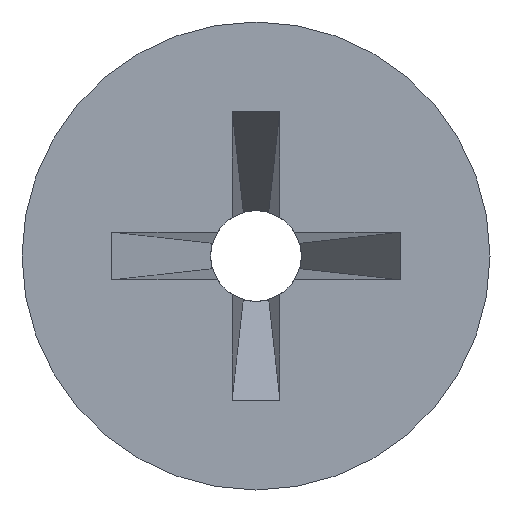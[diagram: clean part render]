
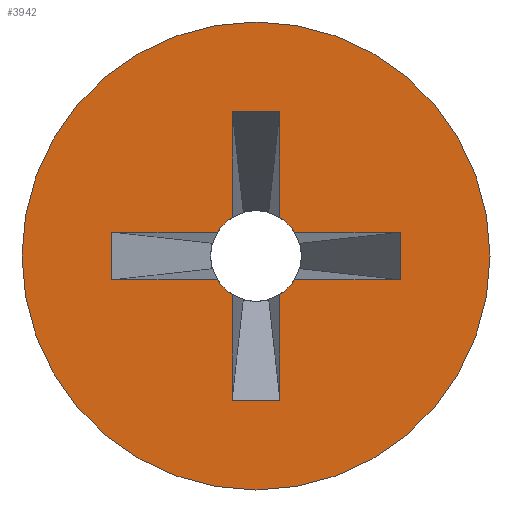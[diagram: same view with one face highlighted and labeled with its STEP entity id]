
A CAD part, left-side view. The second image highlights one B-rep face of the part: STEP entity #3942.
In plain terms, the highlighted planar face has unit normal (-1, 0, 0).
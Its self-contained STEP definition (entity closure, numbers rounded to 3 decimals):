
#115=CARTESIAN_POINT('',(0.,0.,0.));
#116=DIRECTION('',(-1.,0.,0.));
#117=DIRECTION('',(0.,1.,0.));
#118=AXIS2_PLACEMENT_3D('',#115,#116,#117);
#120=CARTESIAN_POINT('',(0.,0.,0.));
#121=DIRECTION('',(1.,0.,0.));
#122=DIRECTION('',(0.,1.,0.));
#123=AXIS2_PLACEMENT_3D('',#120,#121,#122);
#125=CARTESIAN_POINT('',(0.,0.,0.));
#126=DIRECTION('',(1.,0.,0.));
#127=DIRECTION('',(0.,-0.85,-0.527));
#128=AXIS2_PLACEMENT_3D('',#125,#126,#127);
#130=DIRECTION('',(0.,1.,0.));
#131=VECTOR('',#130,1.063);
#132=CARTESIAN_POINT('',(0.,-1.45,-0.24));
#133=LINE('',#132,#131);
#134=DIRECTION('',(0.,0.,-1.));
#135=VECTOR('',#134,0.48);
#136=CARTESIAN_POINT('',(0.,-1.45,0.24));
#137=LINE('',#136,#135);
#138=DIRECTION('',(0.,1.,0.));
#139=VECTOR('',#138,1.063);
#140=CARTESIAN_POINT('',(0.,-1.45,0.24));
#141=LINE('',#140,#139);
#142=CARTESIAN_POINT('',(0.,0.,0.));
#143=DIRECTION('',(1.,0.,0.));
#144=DIRECTION('',(0.,-0.527,0.85));
#145=AXIS2_PLACEMENT_3D('',#142,#143,#144);
#147=DIRECTION('',(0.,0.,-1.));
#148=VECTOR('',#147,1.063);
#149=CARTESIAN_POINT('',(0.,-0.24,1.45));
#150=LINE('',#149,#148);
#151=DIRECTION('',(0.,1.,0.));
#152=VECTOR('',#151,0.48);
#153=CARTESIAN_POINT('',(0.,-0.24,1.45));
#154=LINE('',#153,#152);
#155=DIRECTION('',(0.,0.,-1.));
#156=VECTOR('',#155,1.063);
#157=CARTESIAN_POINT('',(0.,0.24,1.45));
#158=LINE('',#157,#156);
#159=CARTESIAN_POINT('',(0.,0.,0.));
#160=DIRECTION('',(1.,0.,0.));
#161=DIRECTION('',(0.,0.85,0.527));
#162=AXIS2_PLACEMENT_3D('',#159,#160,#161);
#164=DIRECTION('',(0.,1.,0.));
#165=VECTOR('',#164,1.063);
#166=CARTESIAN_POINT('',(0.,0.387,0.24));
#167=LINE('',#166,#165);
#168=DIRECTION('',(0.,0.,-1.));
#169=VECTOR('',#168,0.48);
#170=CARTESIAN_POINT('',(0.,1.45,0.24));
#171=LINE('',#170,#169);
#172=DIRECTION('',(0.,1.,0.));
#173=VECTOR('',#172,1.063);
#174=CARTESIAN_POINT('',(0.,0.387,-0.24));
#175=LINE('',#174,#173);
#176=CARTESIAN_POINT('',(0.,0.,0.));
#177=DIRECTION('',(1.,0.,0.));
#178=DIRECTION('',(0.,0.527,-0.85));
#179=AXIS2_PLACEMENT_3D('',#176,#177,#178);
#181=DIRECTION('',(0.,0.,-1.));
#182=VECTOR('',#181,1.063);
#183=CARTESIAN_POINT('',(0.,0.24,-0.387));
#184=LINE('',#183,#182);
#185=DIRECTION('',(0.,1.,0.));
#186=VECTOR('',#185,0.48);
#187=CARTESIAN_POINT('',(0.,-0.24,-1.45));
#188=LINE('',#187,#186);
#189=DIRECTION('',(0.,0.,-1.));
#190=VECTOR('',#189,1.063);
#191=CARTESIAN_POINT('',(0.,-0.24,-0.387));
#192=LINE('',#191,#190);
#3782=CARTESIAN_POINT('',(0.,2.35,0.));
#3784=VERTEX_POINT('',#3782);
#3786=CARTESIAN_POINT('',(0.,-2.35,0.));
#3788=VERTEX_POINT('',#3786);
#3807=CARTESIAN_POINT('',(0.,-0.387,-0.24));
#3808=CARTESIAN_POINT('',(0.,-0.24,-0.387));
#3809=VERTEX_POINT('',#3807);
#3810=VERTEX_POINT('',#3808);
#3811=CARTESIAN_POINT('',(0.,0.24,-0.387));
#3812=CARTESIAN_POINT('',(0.,0.387,-0.24));
#3813=VERTEX_POINT('',#3811);
#3814=VERTEX_POINT('',#3812);
#3815=CARTESIAN_POINT('',(0.,0.387,0.24));
#3816=CARTESIAN_POINT('',(0.,0.24,0.387));
#3817=VERTEX_POINT('',#3815);
#3818=VERTEX_POINT('',#3816);
#3819=CARTESIAN_POINT('',(0.,-0.24,0.387));
#3820=CARTESIAN_POINT('',(0.,-0.387,0.24));
#3821=VERTEX_POINT('',#3819);
#3822=VERTEX_POINT('',#3820);
#3849=CARTESIAN_POINT('',(0.,-1.45,0.24));
#3850=CARTESIAN_POINT('',(0.,-1.45,-0.24));
#3851=VERTEX_POINT('',#3849);
#3852=VERTEX_POINT('',#3850);
#3853=CARTESIAN_POINT('',(0.,-0.24,1.45));
#3854=CARTESIAN_POINT('',(0.,0.24,1.45));
#3855=VERTEX_POINT('',#3853);
#3856=VERTEX_POINT('',#3854);
#3857=CARTESIAN_POINT('',(0.,1.45,0.24));
#3858=CARTESIAN_POINT('',(0.,1.45,-0.24));
#3859=VERTEX_POINT('',#3857);
#3860=VERTEX_POINT('',#3858);
#3861=CARTESIAN_POINT('',(0.,-0.24,-1.45));
#3862=CARTESIAN_POINT('',(0.,0.24,-1.45));
#3863=VERTEX_POINT('',#3861);
#3864=VERTEX_POINT('',#3862);
#3897=CARTESIAN_POINT('',(0.,0.,0.));
#3898=DIRECTION('',(1.,0.,0.));
#3899=DIRECTION('',(0.,-1.,0.));
#3900=AXIS2_PLACEMENT_3D('',#3897,#3898,#3899);
#3901=PLANE('',#3900);
#3903=ORIENTED_EDGE('',*,*,#3902,.F.);
#3905=ORIENTED_EDGE('',*,*,#3904,.T.);
#3906=EDGE_LOOP('',(#3903,#3905));
#3907=FACE_OUTER_BOUND('',#3906,.F.);
#3909=ORIENTED_EDGE('',*,*,#3908,.F.);
#3911=ORIENTED_EDGE('',*,*,#3910,.F.);
#3913=ORIENTED_EDGE('',*,*,#3912,.F.);
#3915=ORIENTED_EDGE('',*,*,#3914,.T.);
#3917=ORIENTED_EDGE('',*,*,#3916,.F.);
#3919=ORIENTED_EDGE('',*,*,#3918,.F.);
#3921=ORIENTED_EDGE('',*,*,#3920,.T.);
#3923=ORIENTED_EDGE('',*,*,#3922,.T.);
#3925=ORIENTED_EDGE('',*,*,#3924,.F.);
#3927=ORIENTED_EDGE('',*,*,#3926,.T.);
#3929=ORIENTED_EDGE('',*,*,#3928,.T.);
#3931=ORIENTED_EDGE('',*,*,#3930,.F.);
#3933=ORIENTED_EDGE('',*,*,#3932,.F.);
#3935=ORIENTED_EDGE('',*,*,#3934,.T.);
#3937=ORIENTED_EDGE('',*,*,#3936,.F.);
#3939=ORIENTED_EDGE('',*,*,#3938,.F.);
#3940=EDGE_LOOP('',(#3909,#3911,#3913,#3915,#3917,#3919,#3921,#3923,#3925,#3927,
#3929,#3931,#3933,#3935,#3937,#3939));
#3941=FACE_BOUND('',#3940,.F.);
#119=CIRCLE('',#118,2.35);
#124=CIRCLE('',#123,2.35);
#129=CIRCLE('',#128,0.455);
#146=CIRCLE('',#145,0.455);
#163=CIRCLE('',#162,0.455);
#180=CIRCLE('',#179,0.455);
#3902=EDGE_CURVE('',#3784,#3788,#119,.T.);
#3904=EDGE_CURVE('',#3784,#3788,#124,.T.);
#3908=EDGE_CURVE('',#3809,#3810,#129,.T.);
#3910=EDGE_CURVE('',#3852,#3809,#133,.T.);
#3912=EDGE_CURVE('',#3851,#3852,#137,.T.);
#3914=EDGE_CURVE('',#3851,#3822,#141,.T.);
#3916=EDGE_CURVE('',#3821,#3822,#146,.T.);
#3918=EDGE_CURVE('',#3855,#3821,#150,.T.);
#3920=EDGE_CURVE('',#3855,#3856,#154,.T.);
#3922=EDGE_CURVE('',#3856,#3818,#158,.T.);
#3924=EDGE_CURVE('',#3817,#3818,#163,.T.);
#3926=EDGE_CURVE('',#3817,#3859,#167,.T.);
#3928=EDGE_CURVE('',#3859,#3860,#171,.T.);
#3930=EDGE_CURVE('',#3814,#3860,#175,.T.);
#3932=EDGE_CURVE('',#3813,#3814,#180,.T.);
#3934=EDGE_CURVE('',#3813,#3864,#184,.T.);
#3936=EDGE_CURVE('',#3863,#3864,#188,.T.);
#3938=EDGE_CURVE('',#3810,#3863,#192,.T.);
#3942=ADVANCED_FACE('',(#3907,#3941),#3901,.F.);
